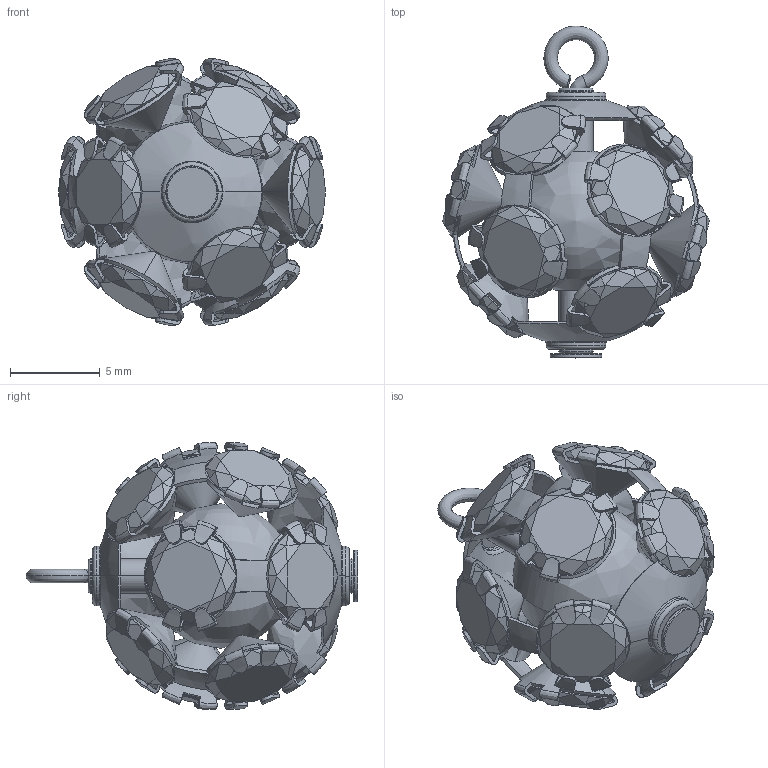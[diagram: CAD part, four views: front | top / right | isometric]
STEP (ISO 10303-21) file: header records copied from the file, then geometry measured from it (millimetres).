
FILE_DESCRIPTION(('FreeCAD Model'),'2;1');
FILE_NAME('Open CASCADE Shape Model','2025-04-27T19:51:26',('FreeCAD'),( 'FreeCAD'),'Open CASCADE STEP processor 7.6','FreeCAD','Unknown');
FILE_SCHEMA(('AUTOMOTIVE_DESIGN { 1 0 10303 214 1 1 1 1 }'));
Products named in the file (1): Open CASCADE STEP translator 7.6 1
Bounding box: 14.84 x 18.45 x 14.83 mm (x, y, z)
Volume: 721 mm3; surface area: 2216.2 mm2
Topology: 17 solids, 17 shells, 1331 faces, 2922 edges, 1580 vertices
Faces by surface type: bspline 1331
Entity records: 37648 total; most frequent: CARTESIAN_POINT 20537, ORIENTED_EDGE 5748, EDGE_CURVE 2874, B_SPLINE_CURVE_WITH_KNOTS 1996, VERTEX_POINT 1580, FACE_BOUND 1342, EDGE_LOOP 1342, ADVANCED_FACE 1331
